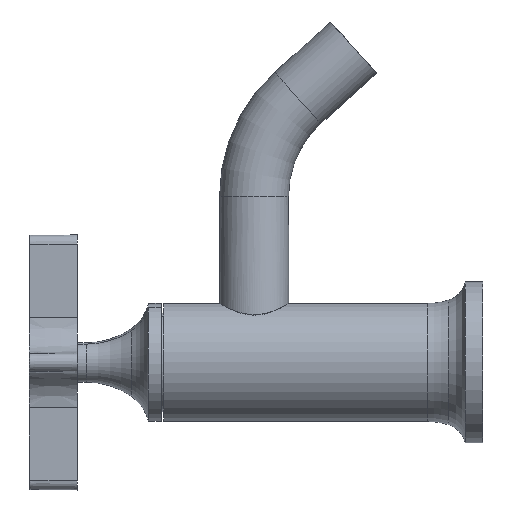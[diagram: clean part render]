
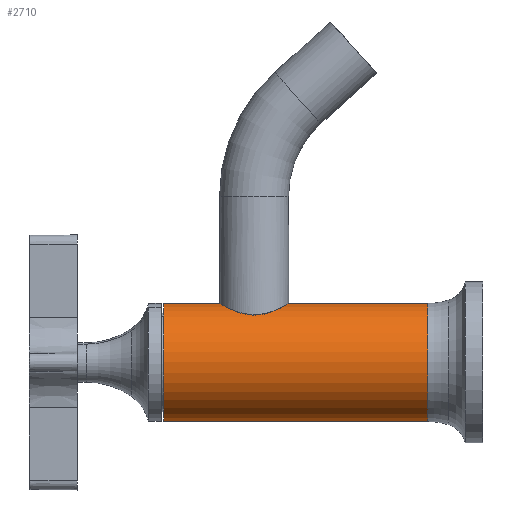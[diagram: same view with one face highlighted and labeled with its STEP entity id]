
A CAD part, left-side view. The second image highlights one B-rep face of the part: STEP entity #2710.
In plain terms, the highlighted cylindrical face has radius 16.5 mm (diameter 33 mm), a partial arc.
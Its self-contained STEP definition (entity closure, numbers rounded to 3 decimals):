
#31 = CARTESIAN_POINT ( 'NONE',  ( 0., 89.3, 16.5 ) ) ;
#41 = LINE ( 'NONE', #1734, #2325 ) ;
#56 = DIRECTION ( 'NONE',  ( 0., 0., 1. ) ) ;
#121 = CARTESIAN_POINT ( 'NONE',  ( 0., 15.5, -16.5 ) ) ;
#191 = VECTOR ( 'NONE', #2483, 1000. ) ;
#217 = VERTEX_POINT ( 'NONE', #31 ) ;
#233 = AXIS2_PLACEMENT_3D ( 'NONE', #734, #1772, #56 ) ;
#274 = VERTEX_POINT ( 'NONE', #1943 ) ;
#326 = CARTESIAN_POINT ( 'NONE',  ( 0., 127.722, 0. ) ) ;
#398 = DIRECTION ( 'NONE',  ( 0., 0., 1. ) ) ;
#527 = FACE_OUTER_BOUND ( 'NONE', #559, .T. ) ;
#559 = EDGE_LOOP ( 'NONE', ( #1511, #2339, #2014, #2489 ) ) ;
#622 = DIRECTION ( 'NONE',  ( 0., 0., 1. ) ) ;
#734 = CARTESIAN_POINT ( 'NONE',  ( 0., 89.3, 0. ) ) ;
#754 = VERTEX_POINT ( 'NONE', #121 ) ;
#796 = EDGE_CURVE ( 'NONE', #754, #1027, #1068, .T. ) ;
#850 = EDGE_CURVE ( 'NONE', #1027, #217, #41, .T. ) ;
#977 = AXIS2_PLACEMENT_3D ( 'NONE', #2521, #2700, #398 ) ;
#1027 = VERTEX_POINT ( 'NONE', #2156 ) ;
#1034 = AXIS2_PLACEMENT_3D ( 'NONE', #326, #1043, #622 ) ;
#1043 = DIRECTION ( 'NONE',  ( 0., 1., 0. ) ) ;
#1068 = CIRCLE ( 'NONE', #977, 16.5 ) ;
#1088 = EDGE_CURVE ( 'NONE', #274, #217, #1385, .T. ) ;
#1194 = CARTESIAN_POINT ( 'NONE',  ( 0., 127.722, -16.5 ) ) ;
#1385 = CIRCLE ( 'NONE', #233, 16.5 ) ;
#1511 = ORIENTED_EDGE ( 'NONE', *, *, #1865, .F. ) ;
#1734 = CARTESIAN_POINT ( 'NONE',  ( 0., 127.722, 16.5 ) ) ;
#1772 = DIRECTION ( 'NONE',  ( 0., 1., 0. ) ) ;
#1865 = EDGE_CURVE ( 'NONE', #754, #274, #2687, .T. ) ;
#1943 = CARTESIAN_POINT ( 'NONE',  ( 0., 89.3, -16.5 ) ) ;
#2014 = ORIENTED_EDGE ( 'NONE', *, *, #850, .T. ) ;
#2156 = CARTESIAN_POINT ( 'NONE',  ( 0., 15.5, 16.5 ) ) ;
#2233 = CYLINDRICAL_SURFACE ( 'NONE', #1034, 16.5 ) ;
#2325 = VECTOR ( 'NONE', #2544, 1000. ) ;
#2339 = ORIENTED_EDGE ( 'NONE', *, *, #796, .T. ) ;
#2483 = DIRECTION ( 'NONE',  ( 0., 1., 0. ) ) ;
#2489 = ORIENTED_EDGE ( 'NONE', *, *, #1088, .F. ) ;
#2521 = CARTESIAN_POINT ( 'NONE',  ( 0., 15.5, 0. ) ) ;
#2544 = DIRECTION ( 'NONE',  ( 0., 1., 0. ) ) ;
#2687 = LINE ( 'NONE', #1194, #191 ) ;
#2700 = DIRECTION ( 'NONE',  ( 0., 1., 0. ) ) ;
#2710 = ADVANCED_FACE ( 'NONE', ( #527 ), #2233, .T. ) ;
